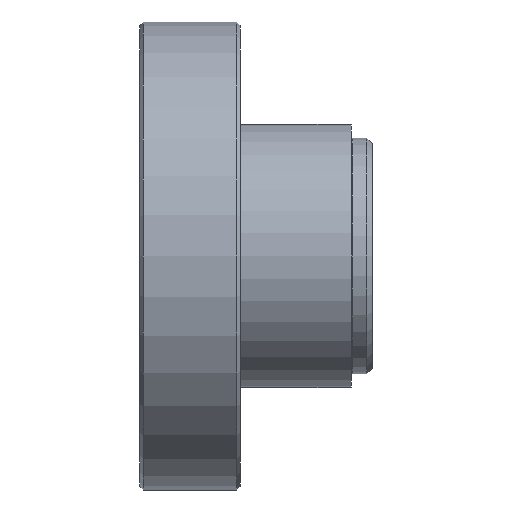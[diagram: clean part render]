
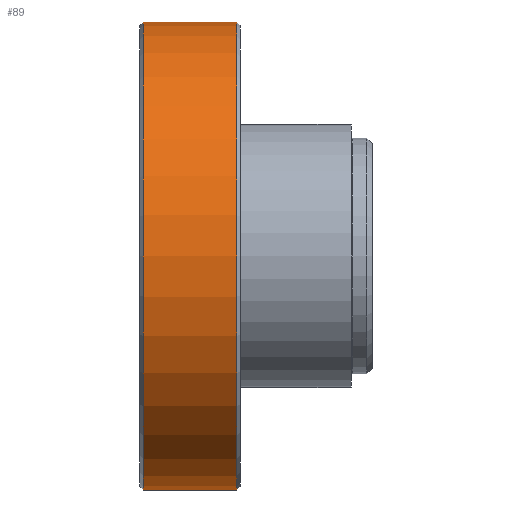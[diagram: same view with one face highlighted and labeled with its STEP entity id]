
A CAD part, front view. The second image highlights one B-rep face of the part: STEP entity #89.
In plain terms, the highlighted cylindrical face has radius 16.891 mm (diameter 33.782 mm), a partial arc.
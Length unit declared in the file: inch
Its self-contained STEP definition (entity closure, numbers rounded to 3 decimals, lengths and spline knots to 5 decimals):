
#86 = CARTESIAN_POINT ( 'NONE',  ( 0., 0., 0.665 ) ) ;
#88 = CARTESIAN_POINT ( 'NONE',  ( 0.275, 0., -0.665 ) ) ;
#89 = ADVANCED_FACE ( 'NONE', ( #361 ), #1426, .T. ) ;
#96 = ORIENTED_EDGE ( 'NONE', *, *, #943, .T. ) ;
#98 = DIRECTION ( 'NONE',  ( 0., 0., 1. ) ) ;
#176 = DIRECTION ( 'NONE',  ( 1., 0., 0. ) ) ;
#177 = ORIENTED_EDGE ( 'NONE', *, *, #687, .F. ) ;
#221 = DIRECTION ( 'NONE',  ( -1., 0., 0. ) ) ;
#238 = AXIS2_PLACEMENT_3D ( 'NONE', #579, #1184, #98 ) ;
#321 = CARTESIAN_POINT ( 'NONE',  ( 0.01, 0., 0.665 ) ) ;
#335 = VECTOR ( 'NONE', #1010, 39.37008 ) ;
#361 = FACE_OUTER_BOUND ( 'NONE', #915, .T. ) ;
#473 = VERTEX_POINT ( 'NONE', #321 ) ;
#478 = AXIS2_PLACEMENT_3D ( 'NONE', #727, #176, #1378 ) ;
#562 = VERTEX_POINT ( 'NONE', #88 ) ;
#579 = CARTESIAN_POINT ( 'NONE',  ( 0.275, 0., 0. ) ) ;
#687 = EDGE_CURVE ( 'NONE', #562, #845, #1781, .T. ) ;
#709 = AXIS2_PLACEMENT_3D ( 'NONE', #1592, #840, #827 ) ;
#727 = CARTESIAN_POINT ( 'NONE',  ( 0.01, 0., 0. ) ) ;
#746 = EDGE_CURVE ( 'NONE', #562, #907, #1353, .T. ) ;
#790 = ORIENTED_EDGE ( 'NONE', *, *, #746, .T. ) ;
#827 = DIRECTION ( 'NONE',  ( 0., 0., 1. ) ) ;
#840 = DIRECTION ( 'NONE',  ( -1., 0., 0. ) ) ;
#845 = VERTEX_POINT ( 'NONE', #898 ) ;
#898 = CARTESIAN_POINT ( 'NONE',  ( 0.01, 0., -0.665 ) ) ;
#907 = VERTEX_POINT ( 'NONE', #1663 ) ;
#915 = EDGE_LOOP ( 'NONE', ( #177, #790, #96, #1522 ) ) ;
#943 = EDGE_CURVE ( 'NONE', #907, #473, #1545, .T. ) ;
#1010 = DIRECTION ( 'NONE',  ( -1., 0., 0. ) ) ;
#1184 = DIRECTION ( 'NONE',  ( -1., 0., 0. ) ) ;
#1221 = VECTOR ( 'NONE', #221, 39.37008 ) ;
#1317 = EDGE_CURVE ( 'NONE', #473, #845, #1832, .T. ) ;
#1353 = CIRCLE ( 'NONE', #238, 0.665 ) ;
#1378 = DIRECTION ( 'NONE',  ( 0., 0., -1. ) ) ;
#1426 = CYLINDRICAL_SURFACE ( 'NONE', #709, 0.665 ) ;
#1445 = CARTESIAN_POINT ( 'NONE',  ( 0., 0., -0.665 ) ) ;
#1522 = ORIENTED_EDGE ( 'NONE', *, *, #1317, .T. ) ;
#1545 = LINE ( 'NONE', #86, #1221 ) ;
#1592 = CARTESIAN_POINT ( 'NONE',  ( 0., 0., 0. ) ) ;
#1663 = CARTESIAN_POINT ( 'NONE',  ( 0.275, 0., 0.665 ) ) ;
#1781 = LINE ( 'NONE', #1445, #335 ) ;
#1832 = CIRCLE ( 'NONE', #478, 0.665 ) ;
